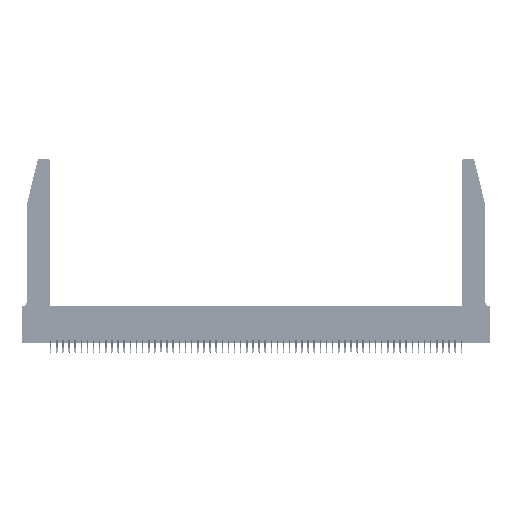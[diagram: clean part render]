
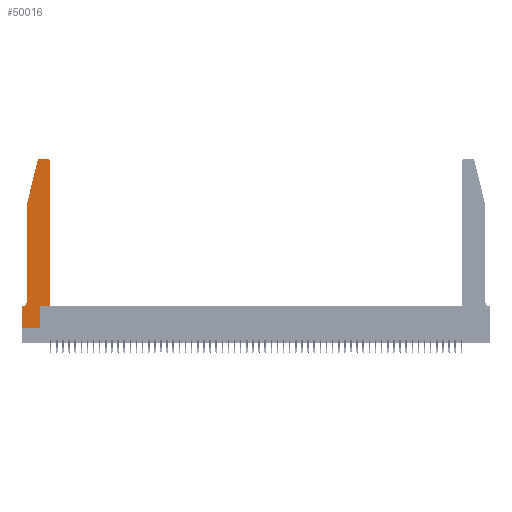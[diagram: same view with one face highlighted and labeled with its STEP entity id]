
A CAD part, top view. The second image highlights one B-rep face of the part: STEP entity #50016.
In plain terms, the highlighted planar face has unit normal (0, 0, 1).
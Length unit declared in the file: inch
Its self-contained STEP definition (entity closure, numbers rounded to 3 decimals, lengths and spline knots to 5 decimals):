
#233 = CARTESIAN_POINT ( 'NONE',  ( 0.0755, 2., 0.37 ) ) ;
#405 = VECTOR ( 'NONE', #44916, 39.37008 ) ;
#739 = DIRECTION ( 'NONE',  ( 1., 0., 0. ) ) ;
#807 = CARTESIAN_POINT ( 'NONE',  ( 0.0755, 2., 0.37 ) ) ;
#1891 = EDGE_CURVE ( 'NONE', #30811, #21501, #11194, .T. ) ;
#2008 = DIRECTION ( 'NONE',  ( -1., 0., 0. ) ) ;
#2707 = CARTESIAN_POINT ( 'NONE',  ( 0., 0., 0.37 ) ) ;
#2879 = CARTESIAN_POINT ( 'NONE',  ( 0., 0., 0.37 ) ) ;
#3369 = ORIENTED_EDGE ( 'NONE', *, *, #10313, .T. ) ;
#3593 = AXIS2_PLACEMENT_3D ( 'NONE', #25579, #42193, #30160 ) ;
#4614 = DIRECTION ( 'NONE',  ( 0., 1., 0. ) ) ;
#4884 = ORIENTED_EDGE ( 'NONE', *, *, #12922, .T. ) ;
#5289 = CARTESIAN_POINT ( 'NONE',  ( 0.4205, 2.75, 0.37 ) ) ;
#5340 = DIRECTION ( 'NONE',  ( 0., 0., 1. ) ) ;
#5395 = VERTEX_POINT ( 'NONE', #51611 ) ;
#7132 = VERTEX_POINT ( 'NONE', #13838 ) ;
#8170 = ORIENTED_EDGE ( 'NONE', *, *, #10351, .T. ) ;
#8267 = PLANE ( 'NONE',  #3593 ) ;
#9467 = VERTEX_POINT ( 'NONE', #807 ) ;
#9704 = EDGE_CURVE ( 'NONE', #39111, #22661, #24875, .T. ) ;
#9980 = LINE ( 'NONE', #42971, #23999 ) ;
#10313 = EDGE_CURVE ( 'NONE', #19934, #30811, #9980, .T. ) ;
#10351 = EDGE_CURVE ( 'NONE', #5395, #24356, #47105, .T. ) ;
#10442 = AXIS2_PLACEMENT_3D ( 'NONE', #26175, #5340, #739 ) ;
#10471 = ORIENTED_EDGE ( 'NONE', *, *, #39473, .T. ) ;
#10913 = CARTESIAN_POINT ( 'NONE',  ( 0.25487, 2.72718, 0.37 ) ) ;
#11194 = LINE ( 'NONE', #46864, #17148 ) ;
#12922 = EDGE_CURVE ( 'NONE', #21501, #39111, #47482, .T. ) ;
#12939 = CIRCLE ( 'NONE', #54515, 0.07 ) ;
#13838 = CARTESIAN_POINT ( 'NONE',  ( 0., 0.35, 0.37 ) ) ;
#14056 = CARTESIAN_POINT ( 'NONE',  ( 0.0755, 2., 0.37 ) ) ;
#16446 = ORIENTED_EDGE ( 'NONE', *, *, #33628, .T. ) ;
#17148 = VECTOR ( 'NONE', #4614, 39.37008 ) ;
#17498 = CARTESIAN_POINT ( 'NONE',  ( 0.2865, 0., 0.37 ) ) ;
#17702 = ORIENTED_EDGE ( 'NONE', *, *, #9704, .T. ) ;
#19056 = VECTOR ( 'NONE', #33607, 39.37008 ) ;
#19722 = DIRECTION ( 'NONE',  ( 1., 0., 0. ) ) ;
#19748 = ORIENTED_EDGE ( 'NONE', *, *, #39253, .T. ) ;
#19778 = EDGE_CURVE ( 'NONE', #7132, #19934, #41188, .T. ) ;
#19934 = VERTEX_POINT ( 'NONE', #2879 ) ;
#20025 = VECTOR ( 'NONE', #23546, 39.37008 ) ;
#20696 = AXIS2_PLACEMENT_3D ( 'NONE', #24166, #33001, #19722 ) ;
#21501 = VERTEX_POINT ( 'NONE', #31369 ) ;
#22462 = CARTESIAN_POINT ( 'NONE',  ( 0.0055, 0.42, 0.37 ) ) ;
#22534 = VERTEX_POINT ( 'NONE', #29766 ) ;
#22661 = VERTEX_POINT ( 'NONE', #47313 ) ;
#22715 = CARTESIAN_POINT ( 'NONE',  ( 0.0755, 0.35, 0.37 ) ) ;
#23097 = DIRECTION ( 'NONE',  ( 0., 1., 0. ) ) ;
#23546 = DIRECTION ( 'NONE',  ( 0., -1., 0. ) ) ;
#23999 = VECTOR ( 'NONE', #52006, 39.37008 ) ;
#24166 = CARTESIAN_POINT ( 'NONE',  ( 0.4205, 2.72, 0.37 ) ) ;
#24264 = VECTOR ( 'NONE', #30842, 39.37008 ) ;
#24356 = VERTEX_POINT ( 'NONE', #10913 ) ;
#24875 = LINE ( 'NONE', #48938, #43375 ) ;
#24877 = VERTEX_POINT ( 'NONE', #30945 ) ;
#25579 = CARTESIAN_POINT ( 'NONE',  ( 0., 0.35, 0.37 ) ) ;
#26175 = CARTESIAN_POINT ( 'NONE',  ( 0.284, 2.72, 0.37 ) ) ;
#26504 = LINE ( 'NONE', #14056, #28425 ) ;
#27901 = EDGE_CURVE ( 'NONE', #36772, #5395, #42735, .T. ) ;
#28038 = ORIENTED_EDGE ( 'NONE', *, *, #19778, .T. ) ;
#28425 = VECTOR ( 'NONE', #47925, 39.37008 ) ;
#29766 = CARTESIAN_POINT ( 'NONE',  ( 0.0055, 0.35, 0.37 ) ) ;
#29878 = EDGE_LOOP ( 'NONE', ( #33452, #8170, #46523, #36723, #16446, #19748, #28038, #3369, #33242, #4884, #17702, #10471 ) ) ;
#30160 = DIRECTION ( 'NONE',  ( 1., 0., 0. ) ) ;
#30811 = VERTEX_POINT ( 'NONE', #17498 ) ;
#30842 = DIRECTION ( 'NONE',  ( -1., 0., 0. ) ) ;
#30926 = CARTESIAN_POINT ( 'NONE',  ( 0.2605, 2.75, 0.37 ) ) ;
#30945 = CARTESIAN_POINT ( 'NONE',  ( 0.0755, 0.42, 0.37 ) ) ;
#31369 = CARTESIAN_POINT ( 'NONE',  ( 0.2865, 0.35, 0.37 ) ) ;
#31719 = EDGE_CURVE ( 'NONE', #9467, #24877, #26504, .T. ) ;
#32831 = EDGE_CURVE ( 'NONE', #24356, #9467, #35616, .T. ) ;
#33001 = DIRECTION ( 'NONE',  ( 0., 0., 1. ) ) ;
#33242 = ORIENTED_EDGE ( 'NONE', *, *, #1891, .T. ) ;
#33452 = ORIENTED_EDGE ( 'NONE', *, *, #27901, .T. ) ;
#33607 = DIRECTION ( 'NONE',  ( -0.239, -0.971, 0. ) ) ;
#33628 = EDGE_CURVE ( 'NONE', #24877, #22534, #12939, .T. ) ;
#35616 = LINE ( 'NONE', #233, #19056 ) ;
#36107 = VECTOR ( 'NONE', #39429, 39.37008 ) ;
#36723 = ORIENTED_EDGE ( 'NONE', *, *, #31719, .T. ) ;
#36772 = VERTEX_POINT ( 'NONE', #5289 ) ;
#38097 = CIRCLE ( 'NONE', #20696, 0.03 ) ;
#39111 = VERTEX_POINT ( 'NONE', #42457 ) ;
#39253 = EDGE_CURVE ( 'NONE', #22534, #7132, #52023, .T. ) ;
#39429 = DIRECTION ( 'NONE',  ( -1., 0., 0. ) ) ;
#39473 = EDGE_CURVE ( 'NONE', #22661, #36772, #38097, .T. ) ;
#41188 = LINE ( 'NONE', #2707, #20025 ) ;
#41298 = FACE_OUTER_BOUND ( 'NONE', #29878, .T. ) ;
#42193 = DIRECTION ( 'NONE',  ( 0., 0., 1. ) ) ;
#42457 = CARTESIAN_POINT ( 'NONE',  ( 0.4505, 0.35, 0.37 ) ) ;
#42735 = LINE ( 'NONE', #30926, #36107 ) ;
#42971 = CARTESIAN_POINT ( 'NONE',  ( 0., 0., 0.37 ) ) ;
#43375 = VECTOR ( 'NONE', #23097, 39.37008 ) ;
#44249 = DIRECTION ( 'NONE',  ( 0., 0., -1. ) ) ;
#44916 = DIRECTION ( 'NONE',  ( 1., 0., 0. ) ) ;
#46523 = ORIENTED_EDGE ( 'NONE', *, *, #32831, .T. ) ;
#46864 = CARTESIAN_POINT ( 'NONE',  ( 0.2865, 0.35, 0.37 ) ) ;
#47105 = CIRCLE ( 'NONE', #10442, 0.03 ) ;
#47313 = CARTESIAN_POINT ( 'NONE',  ( 0.4505, 2.72, 0.37 ) ) ;
#47482 = LINE ( 'NONE', #52690, #405 ) ;
#47925 = DIRECTION ( 'NONE',  ( 0., -1., 0. ) ) ;
#48938 = CARTESIAN_POINT ( 'NONE',  ( 0.4505, 0.35, 0.37 ) ) ;
#50016 = ADVANCED_FACE ( 'NONE', ( #41298 ), #8267, .T. ) ;
#51611 = CARTESIAN_POINT ( 'NONE',  ( 0.284, 2.75, 0.37 ) ) ;
#52006 = DIRECTION ( 'NONE',  ( 1., 0., 0. ) ) ;
#52023 = LINE ( 'NONE', #22715, #24264 ) ;
#52690 = CARTESIAN_POINT ( 'NONE',  ( 0.4505, 0.35, 0.37 ) ) ;
#54515 = AXIS2_PLACEMENT_3D ( 'NONE', #22462, #44249, #2008 ) ;
